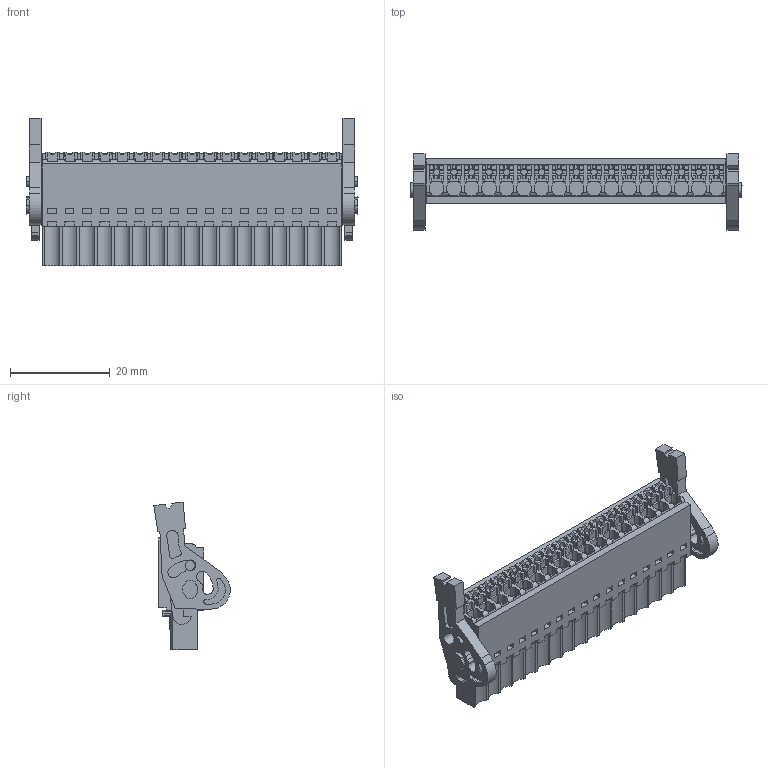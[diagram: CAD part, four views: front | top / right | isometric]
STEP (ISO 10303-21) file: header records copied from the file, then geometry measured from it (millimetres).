
FILE_DESCRIPTION(('CATIA V5 STEP Exchange','CAx-IF Rec.Pracs.--- Model Styling and Organization---1.4--- 2014-01-23'),'2;1');
FILE_NAME ('D1463165_0', '2019-11-19T12:42:44+00:00', ('none'), ('Weidmueller'), 'CATIA Version 5-6 Release 2016 SP3 HF44', 'CATIA V5 STEP AP214', 'none');
FILE_SCHEMA(('AUTOMOTIVE_DESIGN { 1 0 10303 214 1 1 1 1 }'));
Products named in the file (1): 2538260000
Bounding box: 66.4 x 15.3 x 29.59 mm (x, y, z)
Volume: 9497 mm3; surface area: 8295.8 mm2
Topology: 20 solids, 20 shells, 1768 faces, 5156 edges, 3474 vertices
Faces by surface type: plane 1533, cylinder 235
Entity records: 54850 total; most frequent: CARTESIAN_POINT 11121, ORIENTED_EDGE 10312, DIRECTION 7022, EDGE_CURVE 5156, VECTOR 4204, LINE 4204, VERTEX_POINT 3474, EDGE_LOOP 1860
